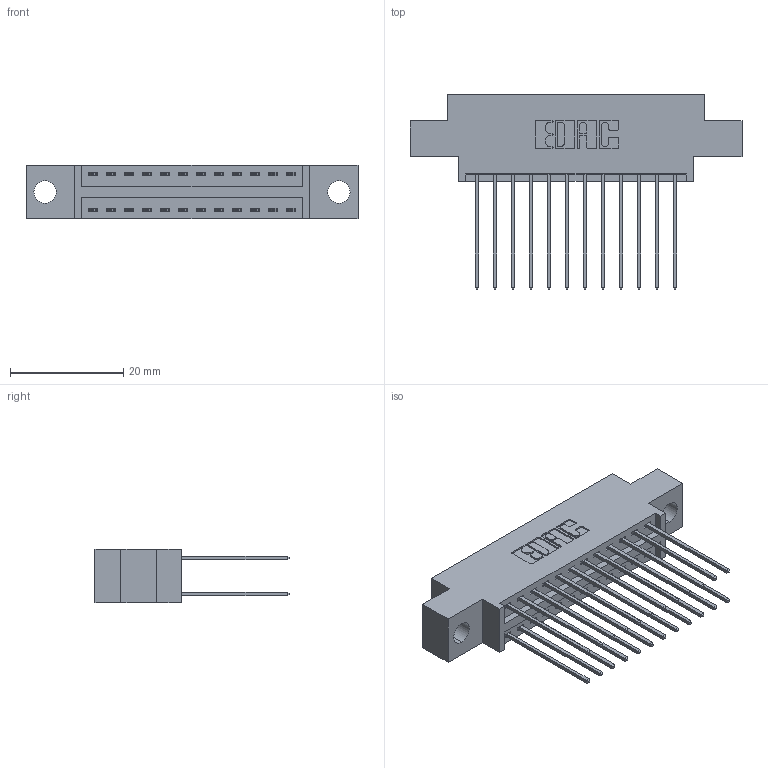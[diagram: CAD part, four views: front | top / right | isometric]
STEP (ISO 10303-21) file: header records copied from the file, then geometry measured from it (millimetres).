
FILE_DESCRIPTION (( 'STEP AP203' ), '1' );
FILE_NAME ('346-024-541-804.STEP', '2022-05-18T23:45:38', ( '' ), ( '' ), 'SwSTEP 2.0', 'SolidWorks 2020', '' );
FILE_SCHEMA (( 'CONFIG_CONTROL_DESIGN' ));
Length unit declared in the file: inch
Products named in the file (3): 345-292-001_345-293-141; 346 Part_0.170 Offset - 0.156 Dia-TH; 346-024-541-804
Assembly tree (25 placements, depth 2):
  346-024-541-804
    346 Part_0.170 Offset - 0.156 Dia-TH
    345-292-001_345-293-141  x24
Bounding box: 58.67 x 34.29 x 9.4 mm (x, y, z)
Volume: 5365.6 mm3; surface area: 7591.7 mm2
Topology: 25 solids, 25 shells, 1388 faces, 4097 edges, 2698 vertices
Faces by surface type: plane 934, cylinder 454
Entity records: 12439 total; most frequent: CARTESIAN_POINT 2098, ORIENTED_EDGE 2030, DIRECTION 1899, EDGE_CURVE 1015, VECTOR 835, LINE 835, VERTEX_POINT 674, AXIS2_PLACEMENT_3D 532
